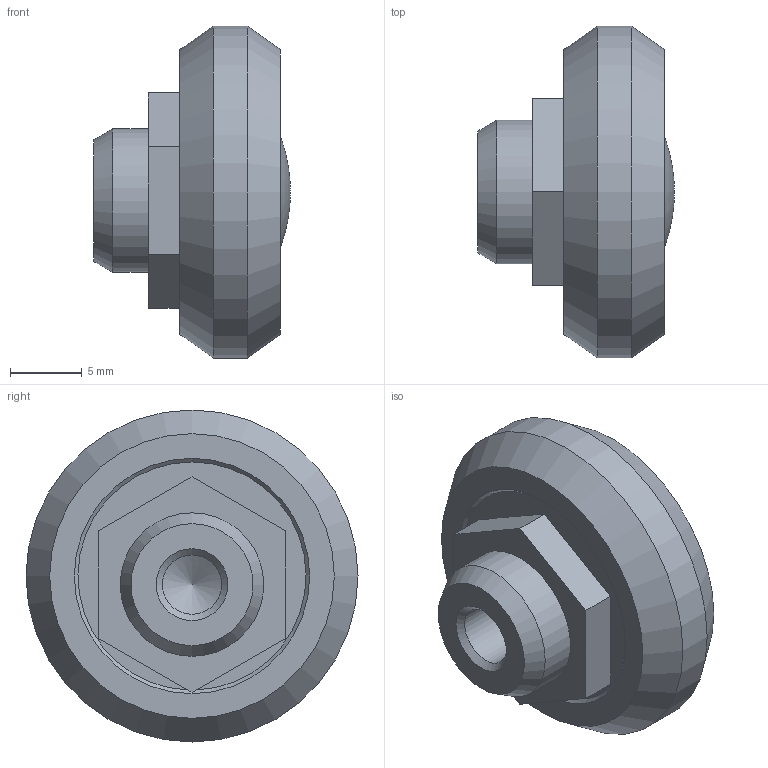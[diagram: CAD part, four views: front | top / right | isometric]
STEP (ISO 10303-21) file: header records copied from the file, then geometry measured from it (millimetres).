
FILE_DESCRIPTION (( 'STEP AP214' ), '1' );
FILE_NAME ('CPA28-Rollco.step', '2023-03-14T12:33:42', ( '' ), ( '' ), 'SwSTEP 2.0', 'SolidWorks 2010', '' );
FILE_SCHEMA (( 'AUTOMOTIVE_DESIGN' ));
Length unit declared in the file: millimetre
Products named in the file (1): CPA28-Rollco
Bounding box: 13.67 x 23.14 x 23.14 mm (x, y, z)
Volume: 3103.7 mm3; surface area: 1543.2 mm2
Topology: 1 solids, 1 shells, 26 faces, 59 edges, 39 vertices
Faces by surface type: plane 13, cone 9, cylinder 3, bspline 1
Full cylindrical faces by diameter (mm): 4.134 x1, 10 x1, 23.14 x1
Entity records: 717 total; most frequent: CARTESIAN_POINT 194, DIRECTION 104, ORIENTED_EDGE 76, EDGE_LOOP 43, AXIS2_PLACEMENT_3D 43, EDGE_CURVE 38, VERTEX_POINT 31, FACE_OUTER_BOUND 30
